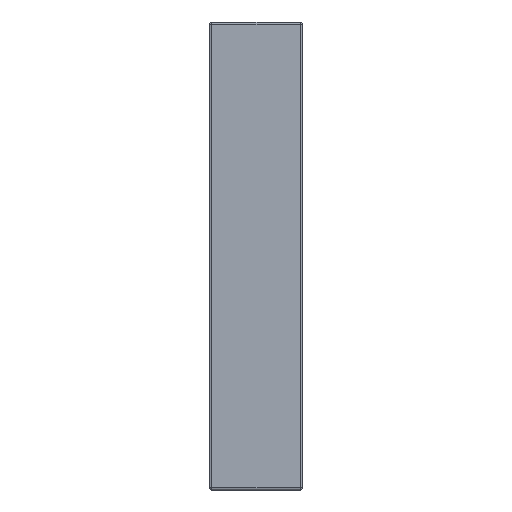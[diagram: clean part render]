
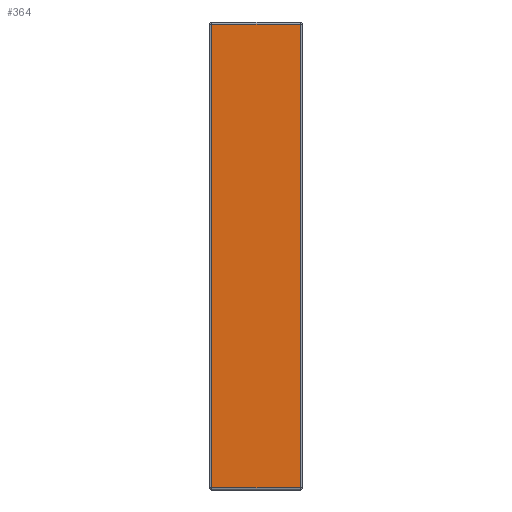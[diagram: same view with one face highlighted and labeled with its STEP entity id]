
A CAD part, left-side view. The second image highlights one B-rep face of the part: STEP entity #364.
In plain terms, the highlighted planar face has unit normal (-1, 0, 0).
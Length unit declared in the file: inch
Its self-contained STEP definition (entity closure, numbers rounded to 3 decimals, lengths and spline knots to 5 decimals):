
#19=PLANE('',#436);
#43=LINE('',#645,#67);
#45=LINE('',#648,#69);
#47=LINE('',#651,#71);
#49=LINE('',#654,#73);
#67=VECTOR('',#537,0.3937);
#69=VECTOR('',#541,0.3937);
#71=VECTOR('',#545,0.3937);
#73=VECTOR('',#549,0.3937);
#112=FACE_OUTER_BOUND('',#138,.T.);
#138=EDGE_LOOP('',(#327,#328,#329,#330));
#164=VERTEX_POINT('',#566);
#167=VERTEX_POINT('',#573);
#173=VERTEX_POINT('',#590);
#176=VERTEX_POINT('',#597);
#227=EDGE_CURVE('',#167,#176,#43,.T.);
#229=EDGE_CURVE('',#176,#173,#45,.T.);
#231=EDGE_CURVE('',#173,#164,#47,.T.);
#233=EDGE_CURVE('',#164,#167,#49,.T.);
#327=ORIENTED_EDGE('',*,*,#227,.F.);
#328=ORIENTED_EDGE('',*,*,#233,.F.);
#329=ORIENTED_EDGE('',*,*,#231,.F.);
#330=ORIENTED_EDGE('',*,*,#229,.F.);
#364=ADVANCED_FACE('',(#112),#19,.T.);
#436=AXIS2_PLACEMENT_3D('',#661,#561,#562);
#537=DIRECTION('',(0.,-1.,0.));
#541=DIRECTION('',(0.,0.,-1.));
#545=DIRECTION('',(0.,1.,0.));
#549=DIRECTION('',(0.,0.,1.));
#561=DIRECTION('center_axis',(-1.,0.,0.));
#562=DIRECTION('ref_axis',(0.,0.,1.));
#566=CARTESIAN_POINT('',(-3.93701,0.0748,-0.38976));
#573=CARTESIAN_POINT('',(-3.93701,0.0748,0.38976));
#590=CARTESIAN_POINT('',(-3.93701,-0.0748,-0.38976));
#597=CARTESIAN_POINT('',(-3.93701,-0.0748,0.38976));
#645=CARTESIAN_POINT('',(-3.93701,0.03937,0.38976));
#648=CARTESIAN_POINT('',(-3.93701,-0.0748,0.19685));
#651=CARTESIAN_POINT('',(-3.93701,-0.03937,-0.38976));
#654=CARTESIAN_POINT('',(-3.93701,0.0748,-0.19685));
#661=CARTESIAN_POINT('Origin',(-3.93701,0.,0.));
